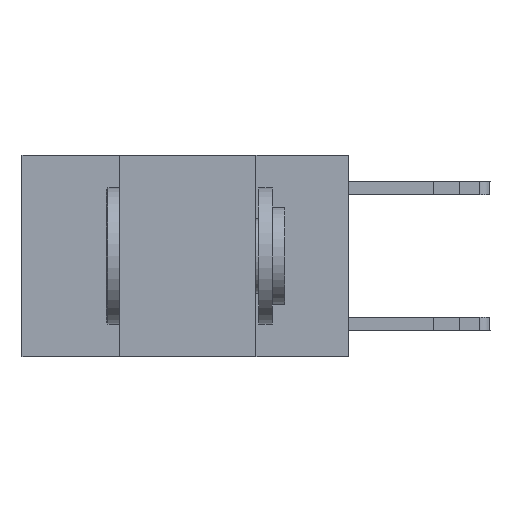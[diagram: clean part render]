
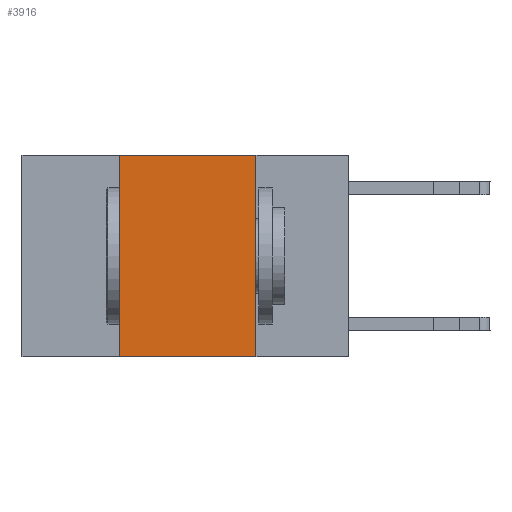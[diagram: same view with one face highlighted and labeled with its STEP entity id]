
A CAD part, left-side view. The second image highlights one B-rep face of the part: STEP entity #3916.
In plain terms, the highlighted planar face has unit normal (-1, 0, 0).
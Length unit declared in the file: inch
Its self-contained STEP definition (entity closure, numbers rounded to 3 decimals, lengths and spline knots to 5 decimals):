
#548 = LINE ( 'NONE', #10455, #10947 ) ;
#681 = ORIENTED_EDGE ( 'NONE', *, *, #5018, .F. ) ;
#809 = DIRECTION ( 'NONE',  ( 0., 0., -1. ) ) ;
#889 = FACE_OUTER_BOUND ( 'NONE', #3550, .T. ) ;
#2129 = CARTESIAN_POINT ( 'NONE',  ( 0., 0.6, 0. ) ) ;
#2668 = VERTEX_POINT ( 'NONE', #7952 ) ;
#2827 = LINE ( 'NONE', #2905, #12343 ) ;
#2905 = CARTESIAN_POINT ( 'NONE',  ( 0., 0.6, -0.37 ) ) ;
#3550 = EDGE_LOOP ( 'NONE', ( #681, #9568, #13004, #9090 ) ) ;
#3678 = DIRECTION ( 'NONE',  ( 0., -1., 0. ) ) ;
#3916 = ADVANCED_FACE ( 'NONE', ( #889 ), #6516, .F. ) ;
#4034 = VERTEX_POINT ( 'NONE', #12390 ) ;
#4513 = CARTESIAN_POINT ( 'NONE',  ( 0., 0.42, 0. ) ) ;
#4712 = AXIS2_PLACEMENT_3D ( 'NONE', #2129, #8942, #809 ) ;
#5018 = EDGE_CURVE ( 'NONE', #4034, #10588, #13068, .T. ) ;
#5300 = VECTOR ( 'NONE', #9007, 39.37008 ) ;
#6516 = PLANE ( 'NONE',  #4712 ) ;
#6853 = VECTOR ( 'NONE', #12924, 39.37008 ) ;
#7619 = VERTEX_POINT ( 'NONE', #9274 ) ;
#7893 = LINE ( 'NONE', #4513, #5300 ) ;
#7952 = CARTESIAN_POINT ( 'NONE',  ( 0., 0.42, 0. ) ) ;
#8942 = DIRECTION ( 'NONE',  ( 1., 0., 0. ) ) ;
#9007 = DIRECTION ( 'NONE',  ( 0., 0., 1. ) ) ;
#9090 = ORIENTED_EDGE ( 'NONE', *, *, #12542, .T. ) ;
#9274 = CARTESIAN_POINT ( 'NONE',  ( 0., 0.42, -0.37 ) ) ;
#9499 = DIRECTION ( 'NONE',  ( 0., -1., 0. ) ) ;
#9568 = ORIENTED_EDGE ( 'NONE', *, *, #11897, .F. ) ;
#10455 = CARTESIAN_POINT ( 'NONE',  ( 0., 0.6, 0. ) ) ;
#10588 = VERTEX_POINT ( 'NONE', #14329 ) ;
#10947 = VECTOR ( 'NONE', #9499, 39.37008 ) ;
#11319 = EDGE_CURVE ( 'NONE', #7619, #2668, #7893, .T. ) ;
#11665 = CARTESIAN_POINT ( 'NONE',  ( 0., 0.17, 0. ) ) ;
#11897 = EDGE_CURVE ( 'NONE', #2668, #4034, #548, .T. ) ;
#12343 = VECTOR ( 'NONE', #3678, 39.37008 ) ;
#12390 = CARTESIAN_POINT ( 'NONE',  ( 0., 0.17, 0. ) ) ;
#12542 = EDGE_CURVE ( 'NONE', #7619, #10588, #2827, .T. ) ;
#12924 = DIRECTION ( 'NONE',  ( 0., 0., -1. ) ) ;
#13004 = ORIENTED_EDGE ( 'NONE', *, *, #11319, .F. ) ;
#13068 = LINE ( 'NONE', #11665, #6853 ) ;
#14329 = CARTESIAN_POINT ( 'NONE',  ( 0., 0.17, -0.37 ) ) ;
